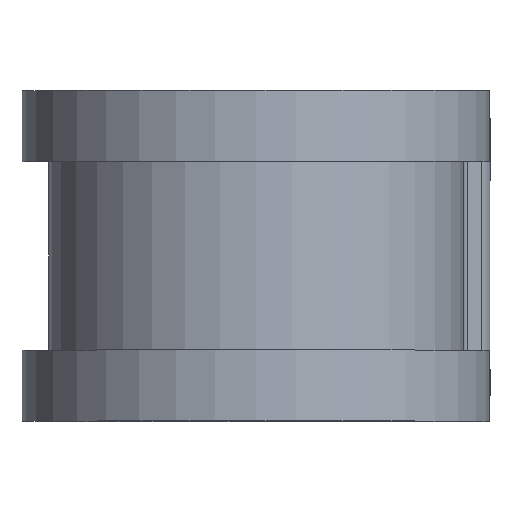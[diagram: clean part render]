
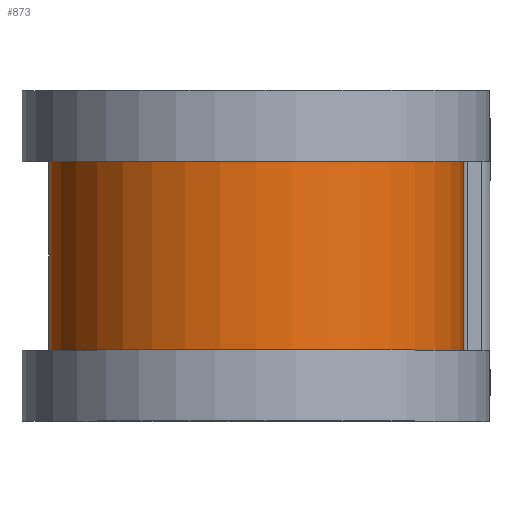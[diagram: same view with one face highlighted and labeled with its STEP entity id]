
A CAD part, top view. The second image highlights one B-rep face of the part: STEP entity #873.
In plain terms, the highlighted cylindrical face has radius 11.862 mm (diameter 23.724 mm), a partial arc.
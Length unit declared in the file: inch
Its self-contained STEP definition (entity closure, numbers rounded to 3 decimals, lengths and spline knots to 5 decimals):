
#157 = DIRECTION ( 'NONE',  ( 0., -1., 0. ) ) ;
#262 = ORIENTED_EDGE ( 'NONE', *, *, #317, .F. ) ;
#264 = VERTEX_POINT ( 'NONE', #580 ) ;
#275 = CARTESIAN_POINT ( 'NONE',  ( 0.467, 0.3125, 0. ) ) ;
#283 = EDGE_CURVE ( 'NONE', #355, #1649, #1021, .T. ) ;
#304 = EDGE_CURVE ( 'NONE', #930, #264, #1211, .T. ) ;
#310 = EDGE_CURVE ( 'NONE', #930, #355, #1046, .T. ) ;
#317 = EDGE_CURVE ( 'NONE', #264, #1649, #999, .T. ) ;
#322 = ORIENTED_EDGE ( 'NONE', *, *, #283, .T. ) ;
#355 = VERTEX_POINT ( 'NONE', #584 ) ;
#432 = EDGE_LOOP ( 'NONE', ( #1512, #1262, #322, #262 ) ) ;
#439 = AXIS2_PLACEMENT_3D ( 'NONE', #1085, #1440, #1317 ) ;
#485 = DIRECTION ( 'NONE',  ( 0., -1., 0. ) ) ;
#580 = CARTESIAN_POINT ( 'NONE',  ( 0.467, -0.2125, 0. ) ) ;
#584 = CARTESIAN_POINT ( 'NONE',  ( 0., 0.2125, -0.467 ) ) ;
#683 = CYLINDRICAL_SURFACE ( 'NONE', #439, 0.467 ) ;
#873 = ADVANCED_FACE ( 'NONE', ( #1022 ), #683, .T. ) ;
#903 = CARTESIAN_POINT ( 'NONE',  ( 0., -0.2125, -0.467 ) ) ;
#930 = VERTEX_POINT ( 'NONE', #1567 ) ;
#952 = CARTESIAN_POINT ( 'NONE',  ( 0., 0.3125, -0.467 ) ) ;
#993 = VECTOR ( 'NONE', #485, 39.37008 ) ;
#999 = CIRCLE ( 'NONE', #1305, 0.467 ) ;
#1021 = LINE ( 'NONE', #952, #993 ) ;
#1022 = FACE_OUTER_BOUND ( 'NONE', #432, .T. ) ;
#1046 = CIRCLE ( 'NONE', #1343, 0.467 ) ;
#1085 = CARTESIAN_POINT ( 'NONE',  ( 0., 0.3125, 0. ) ) ;
#1123 = VECTOR ( 'NONE', #157, 39.37008 ) ;
#1211 = LINE ( 'NONE', #275, #1123 ) ;
#1262 = ORIENTED_EDGE ( 'NONE', *, *, #310, .T. ) ;
#1305 = AXIS2_PLACEMENT_3D ( 'NONE', #1393, #1381, #1367 ) ;
#1317 = DIRECTION ( 'NONE',  ( 0., 0., -1. ) ) ;
#1343 = AXIS2_PLACEMENT_3D ( 'NONE', #1507, #1501, #1487 ) ;
#1367 = DIRECTION ( 'NONE',  ( 0., 0., -1. ) ) ;
#1381 = DIRECTION ( 'NONE',  ( 0., -1., 0. ) ) ;
#1393 = CARTESIAN_POINT ( 'NONE',  ( 0., -0.2125, 0. ) ) ;
#1440 = DIRECTION ( 'NONE',  ( 0., -1., 0. ) ) ;
#1487 = DIRECTION ( 'NONE',  ( 0., 0., -1. ) ) ;
#1501 = DIRECTION ( 'NONE',  ( 0., -1., 0. ) ) ;
#1507 = CARTESIAN_POINT ( 'NONE',  ( 0., 0.2125, 0. ) ) ;
#1512 = ORIENTED_EDGE ( 'NONE', *, *, #304, .F. ) ;
#1567 = CARTESIAN_POINT ( 'NONE',  ( 0.467, 0.2125, 0. ) ) ;
#1649 = VERTEX_POINT ( 'NONE', #903 ) ;
